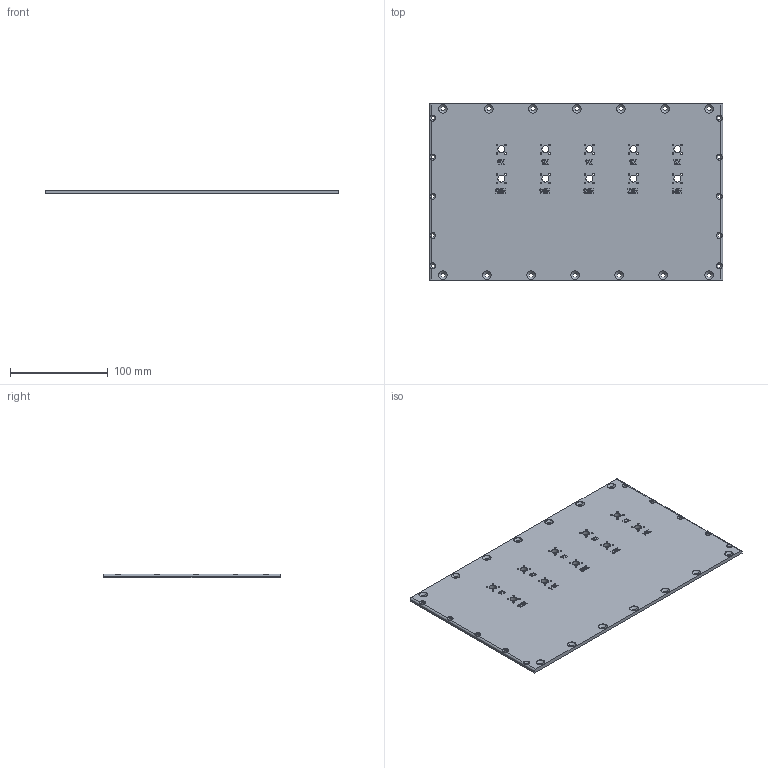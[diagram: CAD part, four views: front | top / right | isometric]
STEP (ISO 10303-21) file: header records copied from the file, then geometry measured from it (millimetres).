
FILE_DESCRIPTION (( 'STEP AP203' ), '1' );
FILE_NAME ('aw8-050-280.STEP', '2020-07-08T10:26:20', ( 'zhang' ), ( '' ), 'SwSTEP 2.0', 'SolidWorks 2016', '' );
FILE_SCHEMA (( 'CONFIG_CONTROL_DESIGN' ));
Length unit declared in the file: millimetre
Products named in the file (1): aw8-050-280
Bounding box: 300 x 180 x 4 mm (x, y, z)
Volume: 120984.3 mm3; surface area: 119038.6 mm2
Topology: 1 solids, 1 shells, 822 faces, 2319 edges, 1523 vertices
Faces by surface type: plane 286, bspline 261, cylinder 227, cone 48
Entity records: 29521 total; most frequent: CARTESIAN_POINT 9338, ORIENTED_EDGE 4638, DIRECTION 3352, EDGE_CURVE 2319, VERTEX_POINT 1523, LINE 1286, VECTOR 1286, AXIS2_PLACEMENT_3D 1033
